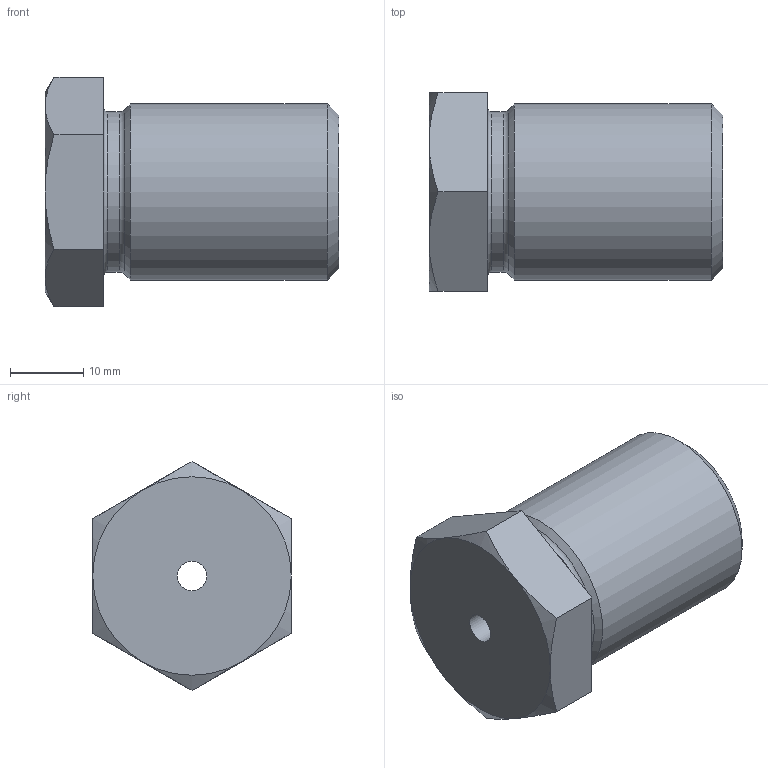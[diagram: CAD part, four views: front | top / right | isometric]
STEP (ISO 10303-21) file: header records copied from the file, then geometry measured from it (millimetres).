
FILE_DESCRIPTION(('STEP AP242'), '1');
FILE_NAME('ﾏﾓﾐﾓ 91.02.002 ﾎ', '', ('UNSPECIFIED'), ('UNSPECIFIED'), 'C3D Converter', 'C3D Toolkit', '');
FILE_SCHEMA(('AP242_MANAGED_MODEL_BASED_3D_ENGINEERING_MIM_LF { 1 0 10303 442 1 1 4 }'));
Length unit declared in the file: millimetre
Products named in the file (1): ПУРУ 91.02.002
Bounding box: 40 x 27 x 31.18 mm (x, y, z)
Volume: 13254.8 mm3; surface area: 5813.5 mm2
Topology: 1 solids, 1 shells, 24 faces, 49 edges, 29 vertices
Faces by surface type: plane 10, cone 8, cylinder 4, torus 2
Full cylindrical faces by diameter (mm): 4 x1, 19 x1, 21.8 x1, 24 x1
Entity records: 1133 total; most frequent: CARTESIAN_POINT 434, DIRECTION 96, ORIENTED_EDGE 82, AXIS2_PLACEMENT_3D 42, EDGE_CURVE 41, EDGE_LOOP 36, VERTEX_POINT 29, COLOUR_RGB 25
